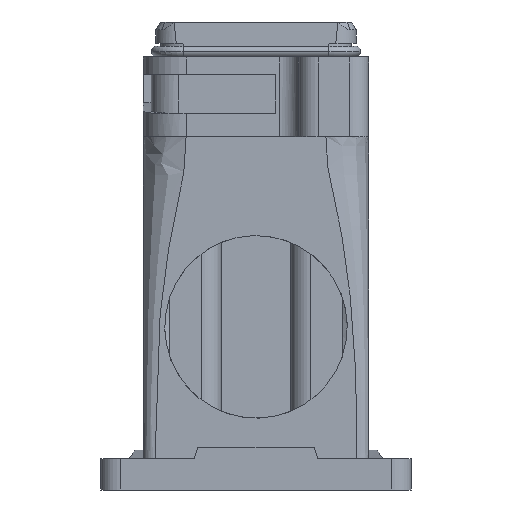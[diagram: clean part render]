
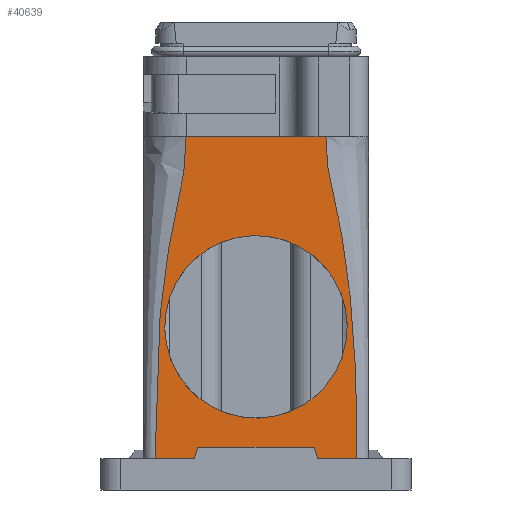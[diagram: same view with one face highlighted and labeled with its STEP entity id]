
A CAD part, front view. The second image highlights one B-rep face of the part: STEP entity #40639.
In plain terms, the highlighted planar face has unit normal (0, -1, 0).
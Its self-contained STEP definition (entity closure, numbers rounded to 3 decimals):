
#68=AXIS2_PLACEMENT_3D('Circle Axis2P3D',#66,#67,$) ;
#40617=AXIS2_PLACEMENT_3D('Plane Axis2P3D',#40614,#40615,#40616) ;
#40632=AXIS2_PLACEMENT_3D('Circle Axis2P3D',#40630,#40631,$) ;
#63=CARTESIAN_POINT('Vertex',(60.623,29.5,30.733)) ;
#66=CARTESIAN_POINT('Axis2P3D Location',(40.,29.5,42.)) ;
#70=CARTESIAN_POINT('Vertex',(19.377,29.5,53.267)) ;
#2315=CARTESIAN_POINT('Vertex',(24.063,29.5,8.)) ;
#2318=CARTESIAN_POINT('Line Origine',(19.031,29.5,8.)) ;
#2322=CARTESIAN_POINT('Vertex',(14.,29.5,8.)) ;
#2414=CARTESIAN_POINT('Line Origine',(24.531,29.5,9.5)) ;
#2418=CARTESIAN_POINT('Vertex',(25.,29.5,11.)) ;
#2445=CARTESIAN_POINT('Line Origine',(40.,29.5,11.)) ;
#2449=CARTESIAN_POINT('Vertex',(55.,29.5,11.)) ;
#2518=CARTESIAN_POINT('Vertex',(66.,29.5,8.)) ;
#2521=CARTESIAN_POINT('Line Origine',(60.969,29.5,8.)) ;
#2525=CARTESIAN_POINT('Vertex',(55.938,29.5,8.)) ;
#3039=CARTESIAN_POINT('Control Point',(58.,29.5,91.)) ;
#3040=CARTESIAN_POINT('Control Point',(58.,29.5,90.883)) ;
#3041=CARTESIAN_POINT('Control Point',(58.,29.5,90.772)) ;
#3042=CARTESIAN_POINT('Control Point',(58.,29.5,90.669)) ;
#3043=CARTESIAN_POINT('Control Point',(58.001,29.5,88.695)) ;
#3044=CARTESIAN_POINT('Control Point',(58.026,29.5,86.72)) ;
#3045=CARTESIAN_POINT('Control Point',(58.19,29.5,84.85)) ;
#3046=CARTESIAN_POINT('Control Point',(58.631,29.5,81.938)) ;
#3047=CARTESIAN_POINT('Control Point',(59.249,29.5,79.049)) ;
#3048=CARTESIAN_POINT('Control Point',(59.487,29.5,78.011)) ;
#3049=CARTESIAN_POINT('Control Point',(59.918,29.5,76.17)) ;
#3050=CARTESIAN_POINT('Control Point',(60.346,29.5,74.328)) ;
#3051=CARTESIAN_POINT('Control Point',(60.528,29.5,73.523)) ;
#3052=CARTESIAN_POINT('Control Point',(60.882,29.5,71.907)) ;
#3053=CARTESIAN_POINT('Control Point',(61.214,29.5,70.288)) ;
#3054=CARTESIAN_POINT('Control Point',(61.373,29.5,69.491)) ;
#3055=CARTESIAN_POINT('Control Point',(63.371,29.5,59.145)) ;
#3056=CARTESIAN_POINT('Control Point',(64.624,29.5,48.705)) ;
#3057=CARTESIAN_POINT('Control Point',(65.451,29.5,39.02)) ;
#3058=CARTESIAN_POINT('Control Point',(65.905,29.5,27.055)) ;
#3059=CARTESIAN_POINT('Control Point',(65.993,29.5,15.086)) ;
#3060=CARTESIAN_POINT('Control Point',(66.,29.5,12.769)) ;
#3061=CARTESIAN_POINT('Control Point',(66.,29.5,10.425)) ;
#3062=CARTESIAN_POINT('Control Point',(66.,29.5,8.081)) ;
#3063=CARTESIAN_POINT('Control Point',(66.,29.5,8.054)) ;
#3064=CARTESIAN_POINT('Control Point',(66.,29.5,8.027)) ;
#3065=CARTESIAN_POINT('Control Point',(66.,29.5,8.)) ;
#3066=CARTESIAN_POINT('Vertex',(58.,29.5,91.)) ;
#7285=CARTESIAN_POINT('Vertex',(48.179,29.5,91.)) ;
#39552=CARTESIAN_POINT('Vertex',(22.,29.5,91.)) ;
#39555=CARTESIAN_POINT('Line Origine',(35.09,29.5,91.)) ;
#39569=CARTESIAN_POINT('Line Origine',(53.09,29.5,91.)) ;
#39586=CARTESIAN_POINT('Line Origine',(55.469,29.5,9.5)) ;
#39870=CARTESIAN_POINT('Control Point',(22.,29.5,91.)) ;
#39871=CARTESIAN_POINT('Control Point',(22.,29.5,90.985)) ;
#39872=CARTESIAN_POINT('Control Point',(22.,29.5,90.97)) ;
#39873=CARTESIAN_POINT('Control Point',(22.,29.5,90.955)) ;
#39874=CARTESIAN_POINT('Control Point',(22.,29.5,88.764)) ;
#39875=CARTESIAN_POINT('Control Point',(21.997,29.5,86.573)) ;
#39876=CARTESIAN_POINT('Control Point',(21.826,29.5,84.404)) ;
#39877=CARTESIAN_POINT('Control Point',(21.39,29.5,81.369)) ;
#39878=CARTESIAN_POINT('Control Point',(20.787,29.5,78.355)) ;
#39879=CARTESIAN_POINT('Control Point',(20.603,29.5,77.489)) ;
#39880=CARTESIAN_POINT('Control Point',(20.231,29.5,75.791)) ;
#39881=CARTESIAN_POINT('Control Point',(19.849,29.5,74.094)) ;
#39882=CARTESIAN_POINT('Control Point',(19.663,29.5,73.261)) ;
#39883=CARTESIAN_POINT('Control Point',(19.297,29.5,71.599)) ;
#39884=CARTESIAN_POINT('Control Point',(18.95,29.5,69.933)) ;
#39885=CARTESIAN_POINT('Control Point',(18.777,29.5,69.079)) ;
#39886=CARTESIAN_POINT('Control Point',(16.798,29.5,59.048)) ;
#39887=CARTESIAN_POINT('Control Point',(15.449,29.5,48.936)) ;
#39888=CARTESIAN_POINT('Control Point',(14.611,29.5,39.617)) ;
#39889=CARTESIAN_POINT('Control Point',(14.128,29.5,28.075)) ;
#39890=CARTESIAN_POINT('Control Point',(14.015,29.5,16.529)) ;
#39891=CARTESIAN_POINT('Control Point',(14.004,29.5,14.302)) ;
#39892=CARTESIAN_POINT('Control Point',(14.001,29.5,11.705)) ;
#39893=CARTESIAN_POINT('Control Point',(14.,29.5,9.107)) ;
#39894=CARTESIAN_POINT('Control Point',(14.,29.5,8.738)) ;
#39895=CARTESIAN_POINT('Control Point',(14.,29.5,8.369)) ;
#39896=CARTESIAN_POINT('Control Point',(14.,29.5,8.)) ;
#40614=CARTESIAN_POINT('Axis2P3D Location',(69.,29.5,8.)) ;
#40630=CARTESIAN_POINT('Axis2P3D Location',(40.,29.5,42.)) ;
#67=DIRECTION('Axis2P3D Direction',(0.,1.,0.)) ;
#2319=DIRECTION('Vector Direction',(-1.,0.,0.)) ;
#2415=DIRECTION('Vector Direction',(0.298,0.,0.954)) ;
#2446=DIRECTION('Vector Direction',(1.,0.,0.)) ;
#2522=DIRECTION('Vector Direction',(-1.,0.,0.)) ;
#39556=DIRECTION('Vector Direction',(-1.,0.,0.)) ;
#39570=DIRECTION('Vector Direction',(-1.,0.,0.)) ;
#39587=DIRECTION('Vector Direction',(-0.298,0.,0.954)) ;
#40615=DIRECTION('Axis2P3D Direction',(0.,1.,0.)) ;
#40616=DIRECTION('Axis2P3D XDirection',(-1.,0.,0.)) ;
#40631=DIRECTION('Axis2P3D Direction',(0.,1.,0.)) ;
#2320=VECTOR('Line Direction',#2319,1.) ;
#2416=VECTOR('Line Direction',#2415,1.) ;
#2447=VECTOR('Line Direction',#2446,1.) ;
#2523=VECTOR('Line Direction',#2522,1.) ;
#39557=VECTOR('Line Direction',#39556,1.) ;
#39571=VECTOR('Line Direction',#39570,1.) ;
#39588=VECTOR('Line Direction',#39587,1.) ;
#40620=ORIENTED_EDGE('',*,*,#39897,.F.) ;
#40621=ORIENTED_EDGE('',*,*,#2324,.T.) ;
#40622=ORIENTED_EDGE('',*,*,#2420,.T.) ;
#40623=ORIENTED_EDGE('',*,*,#2451,.T.) ;
#40624=ORIENTED_EDGE('',*,*,#39590,.F.) ;
#40625=ORIENTED_EDGE('',*,*,#2527,.T.) ;
#40626=ORIENTED_EDGE('',*,*,#3068,.T.) ;
#40627=ORIENTED_EDGE('',*,*,#39573,.F.) ;
#40628=ORIENTED_EDGE('',*,*,#39559,.F.) ;
#40636=ORIENTED_EDGE('',*,*,#72,.T.) ;
#40637=ORIENTED_EDGE('',*,*,#40634,.T.) ;
#40638=FACE_BOUND('',#40635,.T.) ;
#40639=ADVANCED_FACE('Housing',(#40629,#40638),#40618,.F.) ;
#3038=B_SPLINE_CURVE_WITH_KNOTS('',5,(#3039,#3040,#3041,#3042,#3043,#3044,#3045,#3046,#3047,#3048,#3049,#3050,#3051,#3052,#3053,#3054,#3055,#3056,#3057,#3058,#3059,#3060,#3061,#3062,#3063,#3064,#3065),.UNSPECIFIED.,.F.,.U.,(6,3,3,3,3,3,3,3,6),(28.188,29.031,45.287,54.426,61.521,68.64,152.229,172.294,172.527),.UNSPECIFIED.) ;
#39869=B_SPLINE_CURVE_WITH_KNOTS('',5,(#39870,#39871,#39872,#39873,#39874,#39875,#39876,#39877,#39878,#39879,#39880,#39881,#39882,#39883,#39884,#39885,#39886,#39887,#39888,#39889,#39890,#39891,#39892,#39893,#39894,#39895,#39896),.UNSPECIFIED.,.F.,.U.,(6,3,3,3,3,3,3,3,6),(28.752,28.882,47.726,55.332,62.667,69.961,150.659,169.953,173.15),.UNSPECIFIED.) ;
#69=CIRCLE('generated circle',#68,23.5) ;
#40633=CIRCLE('generated circle',#40632,23.5) ;
#72=EDGE_CURVE('',#71,#64,#69,.T.) ;
#2324=EDGE_CURVE('',#2323,#2316,#2321,.F.) ;
#2420=EDGE_CURVE('',#2316,#2419,#2417,.T.) ;
#2451=EDGE_CURVE('',#2419,#2450,#2448,.T.) ;
#2527=EDGE_CURVE('',#2526,#2519,#2524,.F.) ;
#3068=EDGE_CURVE('',#2519,#3067,#3038,.F.) ;
#39559=EDGE_CURVE('',#39553,#7286,#39558,.F.) ;
#39573=EDGE_CURVE('',#7286,#3067,#39572,.F.) ;
#39590=EDGE_CURVE('',#2526,#2450,#39589,.T.) ;
#39897=EDGE_CURVE('',#2323,#39553,#39869,.F.) ;
#40634=EDGE_CURVE('',#64,#71,#40633,.T.) ;
#40619=EDGE_LOOP('',(#40620,#40621,#40622,#40623,#40624,#40625,#40626,#40627,#40628)) ;
#40635=EDGE_LOOP('',(#40636,#40637)) ;
#40629=FACE_OUTER_BOUND('',#40619,.T.) ;
#2321=LINE('Line',#2318,#2320) ;
#2417=LINE('Line',#2414,#2416) ;
#2448=LINE('Line',#2445,#2447) ;
#2524=LINE('Line',#2521,#2523) ;
#39558=LINE('Line',#39555,#39557) ;
#39572=LINE('Line',#39569,#39571) ;
#39589=LINE('Line',#39586,#39588) ;
#40618=PLANE('',#40617) ;
#64=VERTEX_POINT('',#63) ;
#71=VERTEX_POINT('',#70) ;
#2316=VERTEX_POINT('',#2315) ;
#2323=VERTEX_POINT('',#2322) ;
#2419=VERTEX_POINT('',#2418) ;
#2450=VERTEX_POINT('',#2449) ;
#2519=VERTEX_POINT('',#2518) ;
#2526=VERTEX_POINT('',#2525) ;
#3067=VERTEX_POINT('',#3066) ;
#7286=VERTEX_POINT('',#7285) ;
#39553=VERTEX_POINT('',#39552) ;
